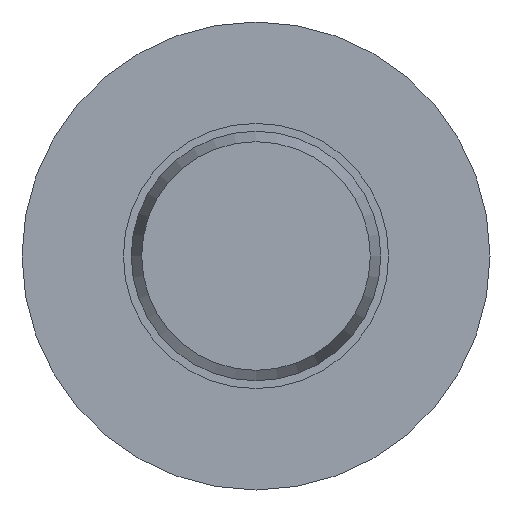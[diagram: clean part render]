
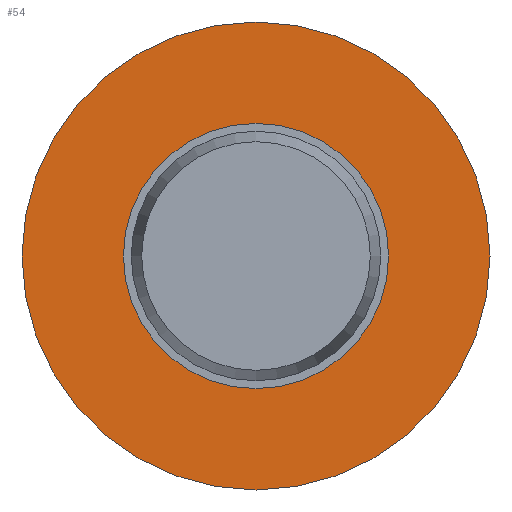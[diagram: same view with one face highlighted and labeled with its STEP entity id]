
A CAD part, front view. The second image highlights one B-rep face of the part: STEP entity #54.
In plain terms, the highlighted planar face has unit normal (0, -1, 0).
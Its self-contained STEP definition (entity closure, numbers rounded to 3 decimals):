
#54 = ADVANCED_FACE( '', ( #111, #112 ), #113, .F. );
#111 = FACE_BOUND( '', #164, .T. );
#112 = FACE_OUTER_BOUND( '', #165, .T. );
#113 = PLANE( '', #166 );
#164 = EDGE_LOOP( '', ( #229 ) );
#165 = EDGE_LOOP( '', ( #230 ) );
#166 = AXIS2_PLACEMENT_3D( '', #231, #232, #233 );
#229 = ORIENTED_EDGE( '', *, *, #262, .F. );
#230 = ORIENTED_EDGE( '', *, *, #266, .T. );
#231 = CARTESIAN_POINT( '', ( 15., 20., 0. ) );
#232 = DIRECTION( '', ( 0., 1., 0. ) );
#233 = DIRECTION( '', ( 0., 0., 1. ) );
#262 = EDGE_CURVE( '', #293, #293, #294, .T. );
#266 = EDGE_CURVE( '', #299, #299, #300, .T. );
#293 = VERTEX_POINT( '', #327 );
#294 = CIRCLE( '', #328, 8.5 );
#299 = VERTEX_POINT( '', #333 );
#300 = CIRCLE( '', #334, 15. );
#327 = CARTESIAN_POINT( '', ( 0., 20., -8.5 ) );
#328 = AXIS2_PLACEMENT_3D( '', #361, #362, #363 );
#333 = CARTESIAN_POINT( '', ( 0., 20., -15. ) );
#334 = AXIS2_PLACEMENT_3D( '', #367, #368, #369 );
#361 = CARTESIAN_POINT( '', ( 0., 20., 0. ) );
#362 = DIRECTION( '', ( 0., -1., 0. ) );
#363 = DIRECTION( '', ( 0., 0., -1. ) );
#367 = CARTESIAN_POINT( '', ( 0., 20., 0. ) );
#368 = DIRECTION( '', ( 0., -1., 0. ) );
#369 = DIRECTION( '', ( 0., 0., -1. ) );
